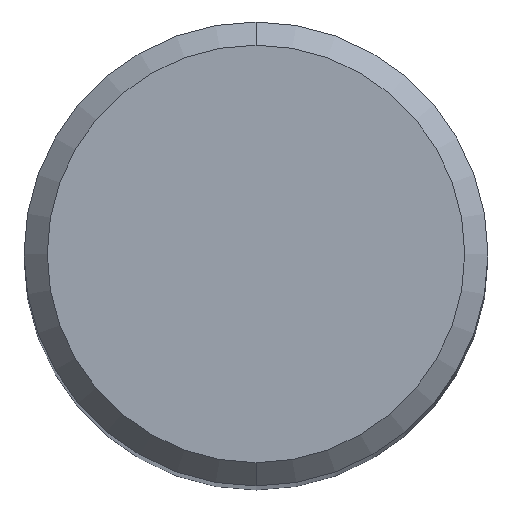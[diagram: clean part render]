
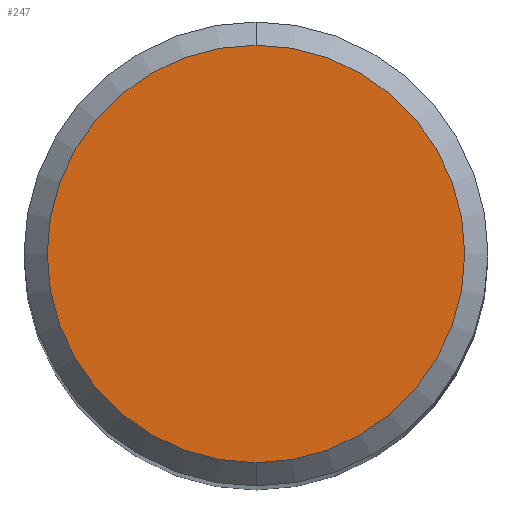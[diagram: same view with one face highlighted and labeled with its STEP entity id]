
A CAD part, top view. The second image highlights one B-rep face of the part: STEP entity #247.
In plain terms, the highlighted planar face has unit normal (0, 0, 1).
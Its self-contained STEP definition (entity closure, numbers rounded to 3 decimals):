
#177=VERTEX_POINT('',#484);
#237=EDGE_CURVE('',#177,#421,#552,.T.);
#241=EDGE_CURVE('',#421,#177,#556,.T.);
#247=ADVANCED_FACE('',(#562),#563,.T.);
#421=VERTEX_POINT('',#752);
#484=CARTESIAN_POINT('',(0.0,5.4,0.0));
#552=CIRCLE('',#929,5.4);
#556=CIRCLE('',#935,5.4);
#562=FACE_OUTER_BOUND('',#970,.T.);
#563=PLANE('',#971);
#752=CARTESIAN_POINT('',(0.,-5.4,0.0));
#929=AXIS2_PLACEMENT_3D('',#1596,#1597,#1598);
#935=AXIS2_PLACEMENT_3D('',#1602,#1603,#1604);
#970=EDGE_LOOP('',(#1607,#1608));
#971=AXIS2_PLACEMENT_3D('',#1609,#1610,#1611);
#1596=CARTESIAN_POINT('',(0.0,0.0,0.0));
#1597=DIRECTION('',(0.0,0.0,-1.0));
#1598=DIRECTION('',(0.0,1.0,0.0));
#1602=CARTESIAN_POINT('',(0.0,0.0,0.0));
#1603=DIRECTION('',(0.0,0.0,-1.0));
#1604=DIRECTION('',(0.0,1.0,0.0));
#1607=ORIENTED_EDGE('',*,*,#237,.F.);
#1608=ORIENTED_EDGE('',*,*,#241,.F.);
#1609=CARTESIAN_POINT('',(0.0,2.7,0.0));
#1610=DIRECTION('',(-0.0,0.0,1.0));
#1611=DIRECTION('',(0.0,-1.0,0.0));
